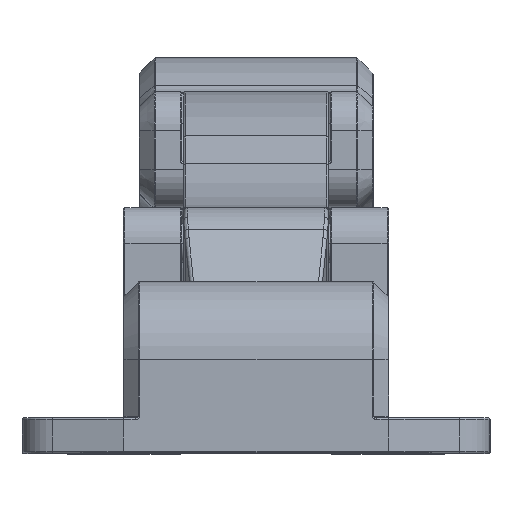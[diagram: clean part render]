
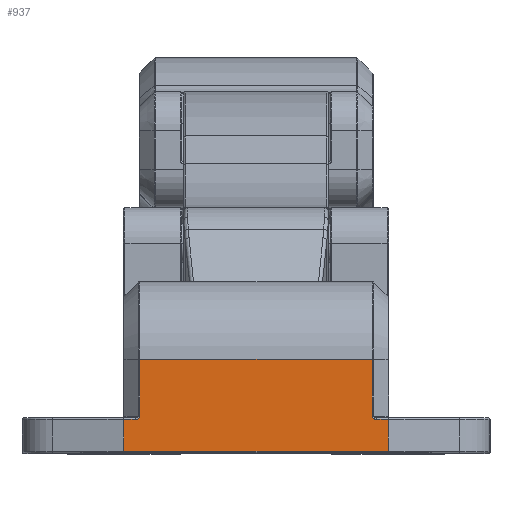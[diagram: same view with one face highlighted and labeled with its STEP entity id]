
A CAD part, top view. The second image highlights one B-rep face of the part: STEP entity #937.
In plain terms, the highlighted face is planar.
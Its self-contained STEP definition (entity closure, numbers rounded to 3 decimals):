
#924 = VERTEX_POINT ( 'NONE', #11744 ) ;
#925 = EDGE_CURVE ( 'NONE', #949, #930, #11777, .T. ) ;
#926 = ORIENTED_EDGE ( 'NONE', *, *, #950, .F. ) ;
#927 = EDGE_CURVE ( 'NONE', #1013, #943, #11772, .T. ) ;
#928 = ORIENTED_EDGE ( 'NONE', *, *, #996, .T. ) ;
#929 = EDGE_CURVE ( 'NONE', #943, #949, #11767, .T. ) ;
#930 = VERTEX_POINT ( 'NONE', #11733 ) ;
#932 = ORIENTED_EDGE ( 'NONE', *, *, #929, .T. ) ;
#937 = ADVANCED_FACE ( 'NONE', ( #11759 ), #11762, .F. ) ;
#938 = VERTEX_POINT ( 'NONE', #11761 ) ;
#939 = VERTEX_POINT ( 'NONE', #11808 ) ;
#940 = ORIENTED_EDGE ( 'NONE', *, *, #941, .T. ) ;
#941 = EDGE_CURVE ( 'NONE', #955, #939, #11814, .T. ) ;
#942 = EDGE_CURVE ( 'NONE', #955, #938, #11802, .T. ) ;
#943 = VERTEX_POINT ( 'NONE', #11801 ) ;
#944 = VERTEX_POINT ( 'NONE', #11760 ) ;
#945 = EDGE_CURVE ( 'NONE', #939, #944, #11804, .T. ) ;
#946 = ORIENTED_EDGE ( 'NONE', *, *, #927, .T. ) ;
#947 = ORIENTED_EDGE ( 'NONE', *, *, #945, .T. ) ;
#948 = EDGE_CURVE ( 'NONE', #944, #959, #11796, .T. ) ;
#949 = VERTEX_POINT ( 'NONE', #11790 ) ;
#950 = EDGE_CURVE ( 'NONE', #1013, #959, #11834, .T. ) ;
#955 = VERTEX_POINT ( 'NONE', #11826 ) ;
#956 = ORIENTED_EDGE ( 'NONE', *, *, #942, .F. ) ;
#959 = VERTEX_POINT ( 'NONE', #11807 ) ;
#961 = EDGE_LOOP ( 'NONE', ( #956, #940, #947, #1012, #926, #946, #932, #995, #928, #1000 ) ) ;
#995 = ORIENTED_EDGE ( 'NONE', *, *, #925, .T. ) ;
#996 = EDGE_CURVE ( 'NONE', #930, #924, #11879, .T. ) ;
#998 = EDGE_CURVE ( 'NONE', #924, #938, #11928, .T. ) ;
#1000 = ORIENTED_EDGE ( 'NONE', *, *, #998, .T. ) ;
#1012 = ORIENTED_EDGE ( 'NONE', *, *, #948, .T. ) ;
#1013 = VERTEX_POINT ( 'NONE', #11919 ) ;
#11733 = CARTESIAN_POINT ( 'NONE',  ( -16.977, 0.2, -11. ) ) ;
#11744 = CARTESIAN_POINT ( 'NONE',  ( -16.977, 4.3, -11. ) ) ;
#11759 = FACE_OUTER_BOUND ( 'NONE', #961, .T. ) ;
#11760 = CARTESIAN_POINT ( 'NONE',  ( 14.917, 12., -11. ) ) ;
#11761 = CARTESIAN_POINT ( 'NONE',  ( -15.483, 4.3, -11. ) ) ;
#11762 = PLANE ( 'NONE',  #11812 ) ;
#11764 = DIRECTION ( 'NONE',  ( 0., -1., 0. ) ) ;
#11765 = VECTOR ( 'NONE', #11764, 1000. ) ;
#11766 = CARTESIAN_POINT ( 'NONE',  ( 16.977, 22., -11. ) ) ;
#11767 = LINE ( 'NONE', #11766, #11765 ) ;
#11769 = DIRECTION ( 'NONE',  ( 1., 0., 0. ) ) ;
#11770 = VECTOR ( 'NONE', #11769, 1000. ) ;
#11771 = CARTESIAN_POINT ( 'NONE',  ( -17., 4.3, -11. ) ) ;
#11772 = LINE ( 'NONE', #11771, #11770 ) ;
#11774 = DIRECTION ( 'NONE',  ( -1., 0., 0. ) ) ;
#11775 = VECTOR ( 'NONE', #11774, 1000. ) ;
#11776 = CARTESIAN_POINT ( 'NONE',  ( -17., 0.2, -11. ) ) ;
#11777 = LINE ( 'NONE', #11776, #11775 ) ;
#11790 = CARTESIAN_POINT ( 'NONE',  ( 16.977, 0.2, -11. ) ) ;
#11791 = DIRECTION ( 'NONE',  ( 1., 0., 0. ) ) ;
#11792 = VECTOR ( 'NONE', #11791, 1000. ) ;
#11794 = DIRECTION ( 'NONE',  ( 0., -1., 0. ) ) ;
#11795 = CARTESIAN_POINT ( 'NONE',  ( 14.917, 4.5, -11. ) ) ;
#11796 = LINE ( 'NONE', #11795, #11839 ) ;
#11797 = CARTESIAN_POINT ( 'NONE',  ( -15.483, 4.3, -11. ) ) ;
#11798 = CARTESIAN_POINT ( 'NONE',  ( -15.151, 4.3, -11. ) ) ;
#11799 = CARTESIAN_POINT ( 'NONE',  ( -14.917, 4.466, -11. ) ) ;
#11800 = CARTESIAN_POINT ( 'NONE',  ( -14.917, 4.7, -11. ) ) ;
#11801 = CARTESIAN_POINT ( 'NONE',  ( 16.977, 4.3, -11. ) ) ;
#11802 =( BOUNDED_CURVE ( )  B_SPLINE_CURVE ( 3, ( #11800, #11799, #11798, #11797 ),
 .UNSPECIFIED., .F., .T. ) 
 B_SPLINE_CURVE_WITH_KNOTS ( ( 4, 4 ),
 ( 0., 1.571 ),
 .UNSPECIFIED. ) 
 CURVE ( )  GEOMETRIC_REPRESENTATION_ITEM ( )  RATIONAL_B_SPLINE_CURVE ( ( 1., 0.805, 0.805, 1. ) ) 
 REPRESENTATION_ITEM ( '' )  );
#11803 = CARTESIAN_POINT ( 'NONE',  ( -17., 12., -11. ) ) ;
#11804 = LINE ( 'NONE', #11803, #11792 ) ;
#11805 = DIRECTION ( 'NONE',  ( 0., 1., 0. ) ) ;
#11806 = VECTOR ( 'NONE', #11805, 1000. ) ;
#11807 = CARTESIAN_POINT ( 'NONE',  ( 14.917, 4.7, -11. ) ) ;
#11808 = CARTESIAN_POINT ( 'NONE',  ( -14.917, 12., -11. ) ) ;
#11809 = DIRECTION ( 'NONE',  ( 1., 0., 0. ) ) ;
#11810 = DIRECTION ( 'NONE',  ( 0., 0., 1. ) ) ;
#11811 = CARTESIAN_POINT ( 'NONE',  ( -17., 22., -11. ) ) ;
#11812 = AXIS2_PLACEMENT_3D ( 'NONE', #11811, #11810, #11809 ) ;
#11813 = CARTESIAN_POINT ( 'NONE',  ( -14.917, 12., -11. ) ) ;
#11814 = LINE ( 'NONE', #11813, #11806 ) ;
#11826 = CARTESIAN_POINT ( 'NONE',  ( -14.917, 4.7, -11. ) ) ;
#11829 = CARTESIAN_POINT ( 'NONE',  ( 14.917, 4.7, -11. ) ) ;
#11830 = CARTESIAN_POINT ( 'NONE',  ( 14.917, 4.466, -11. ) ) ;
#11831 = CARTESIAN_POINT ( 'NONE',  ( 15.151, 4.3, -11. ) ) ;
#11832 = CARTESIAN_POINT ( 'NONE',  ( 15.483, 4.3, -11. ) ) ;
#11834 =( BOUNDED_CURVE ( )  B_SPLINE_CURVE ( 3, ( #11832, #11831, #11830, #11829 ),
 .UNSPECIFIED., .F., .T. ) 
 B_SPLINE_CURVE_WITH_KNOTS ( ( 4, 4 ),
 ( 4.712, 6.283 ),
 .UNSPECIFIED. ) 
 CURVE ( )  GEOMETRIC_REPRESENTATION_ITEM ( )  RATIONAL_B_SPLINE_CURVE ( ( 1., 0.805, 0.805, 1. ) ) 
 REPRESENTATION_ITEM ( '' )  );
#11839 = VECTOR ( 'NONE', #11794, 1000. ) ;
#11878 = CARTESIAN_POINT ( 'NONE',  ( -16.977, 22., -11. ) ) ;
#11879 = LINE ( 'NONE', #11878, #11931 ) ;
#11919 = CARTESIAN_POINT ( 'NONE',  ( 15.483, 4.3, -11. ) ) ;
#11923 = DIRECTION ( 'NONE',  ( 1., 0., 0. ) ) ;
#11924 = VECTOR ( 'NONE', #11923, 1000. ) ;
#11927 = CARTESIAN_POINT ( 'NONE',  ( -15., 4.3, -11. ) ) ;
#11928 = LINE ( 'NONE', #11927, #11924 ) ;
#11930 = DIRECTION ( 'NONE',  ( 0., 1., 0. ) ) ;
#11931 = VECTOR ( 'NONE', #11930, 1000. ) ;
